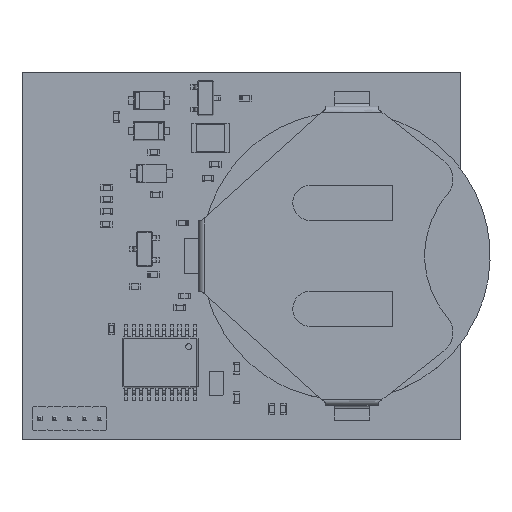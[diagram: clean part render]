
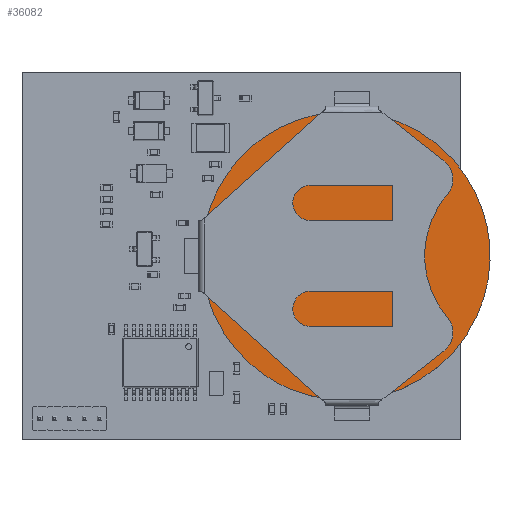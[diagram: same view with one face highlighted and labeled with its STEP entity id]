
A CAD part, top view. The second image highlights one B-rep face of the part: STEP entity #36082.
In plain terms, the highlighted free-form (B-spline) face has degree [1, 1] with [2, 2] control points.
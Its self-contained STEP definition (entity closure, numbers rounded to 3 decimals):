
#36082 = ADVANCED_FACE('',(#36083),#36099,.T.);
#36083 = FACE_BOUND('',#36084,.T.);
#36084 = EDGE_LOOP('',(#36085));
#36085 = ORIENTED_EDGE('',*,*,#36086,.T.);
#36086 = EDGE_CURVE('',#36087,#36087,#36089,.T.);
#36087 = VERTEX_POINT('',#36088);
#36088 = CARTESIAN_POINT('',(-11.316,7.558,0.9));
#36089 = SURFACE_CURVE('',#36090,(#36098,#36114),.PCURVE_S1.);
#36090 = ( BOUNDED_CURVE() B_SPLINE_CURVE(2,(#36091,#36092,#36093,#36094
    ,#36095,#36096,#36097),.UNSPECIFIED.,.T.,.F.) 
B_SPLINE_CURVE_WITH_KNOTS((1,2,2,2,2,1),(-2.094,0.,
    2.094,4.189,6.283,8.378),
.UNSPECIFIED.) CURVE() GEOMETRIC_REPRESENTATION_ITEM() 
RATIONAL_B_SPLINE_CURVE((1.,0.5,1.,0.5,1.,0.5,1.)) REPRESENTATION_ITEM(
  '') );
#36091 = CARTESIAN_POINT('',(-11.316,7.558,0.9));
#36092 = CARTESIAN_POINT('',(-19.443,27.157,0.9));
#36093 = CARTESIAN_POINT('',(1.594,24.396,0.9));
#36094 = CARTESIAN_POINT('',(22.631,21.635,0.9));
#36095 = CARTESIAN_POINT('',(9.722,4.797,0.9));
#36096 = CARTESIAN_POINT('',(-3.188,-12.042,0.9));
#36097 = CARTESIAN_POINT('',(-11.316,7.558,0.9));
#36098 = PCURVE('',#36099,#36104);
#36099 = B_SPLINE_SURFACE_WITH_KNOTS('',1,1,(
    (#36100,#36101)
    ,(#36102,#36103
    )),.UNSPECIFIED.,.F.,.F.,.F.,(2,2),(2,2),(-12.25,12.25),(-12.25,
    12.25),.PIECEWISE_BEZIER_KNOTS.);
#36100 = CARTESIAN_POINT('',(16.008,5.627,0.9));
#36101 = CARTESIAN_POINT('',(6.623,28.258,0.9));
#36102 = CARTESIAN_POINT('',(-6.623,-3.758,0.9));
#36103 = CARTESIAN_POINT('',(-16.008,18.873,0.9));
#36104 = DEFINITIONAL_REPRESENTATION('',(#36105),#36113);
#36105 = ( BOUNDED_CURVE() B_SPLINE_CURVE(2,(#36106,#36107,#36108,#36109
    ,#36110,#36111,#36112),.UNSPECIFIED.,.T.,.F.) 
B_SPLINE_CURVE_WITH_KNOTS((3,2,2,3),(0.,2.094,4.189,
6.283),.PIECEWISE_BEZIER_KNOTS.) CURVE() 
GEOMETRIC_REPRESENTATION_ITEM() RATIONAL_B_SPLINE_CURVE((1.,0.5,1.,0.5,
1.,0.5,1.)) REPRESENTATION_ITEM('') );
#36106 = CARTESIAN_POINT('',(12.25,0.));
#36107 = CARTESIAN_POINT('',(12.25,21.218));
#36108 = CARTESIAN_POINT('',(-6.125,10.609));
#36109 = CARTESIAN_POINT('',(-24.5,0.));
#36110 = CARTESIAN_POINT('',(-6.125,-10.609));
#36111 = CARTESIAN_POINT('',(12.25,-21.218));
#36112 = CARTESIAN_POINT('',(12.25,0.));
#36113 = ( GEOMETRIC_REPRESENTATION_CONTEXT(2) 
PARAMETRIC_REPRESENTATION_CONTEXT() REPRESENTATION_CONTEXT('2D SPACE',''
  ) );
#36114 = PCURVE('',#36115,#36130);
#36115 = ( BOUNDED_SURFACE() B_SPLINE_SURFACE(2,1,(
    (#36116,#36117)
    ,(#36118,#36119)
    ,(#36120,#36121)
    ,(#36122,#36123)
    ,(#36124,#36125)
    ,(#36126,#36127)
    ,(#36128,#36129
)),.UNSPECIFIED.,.T.,.F.,.F.) B_SPLINE_SURFACE_WITH_KNOTS((1,2,2,2,2,1),
  (2,2),(-2.094,0.,2.094,4.189,6.283,
    8.378),(1.9,3.),.UNSPECIFIED.) 
GEOMETRIC_REPRESENTATION_ITEM() RATIONAL_B_SPLINE_SURFACE((
    (1.,1.)
    ,(0.5,0.5)
    ,(1.,1.)
    ,(0.5,0.5)
    ,(1.,1.)
    ,(0.5,0.5)
,(1.,1.))) REPRESENTATION_ITEM('') SURFACE() );
#36116 = CARTESIAN_POINT('',(-11.316,7.558,2.));
#36117 = CARTESIAN_POINT('',(-11.316,7.558,0.9));
#36118 = CARTESIAN_POINT('',(-19.443,27.157,2.));
#36119 = CARTESIAN_POINT('',(-19.443,27.157,0.9));
#36120 = CARTESIAN_POINT('',(1.594,24.396,2.));
#36121 = CARTESIAN_POINT('',(1.594,24.396,0.9));
#36122 = CARTESIAN_POINT('',(22.631,21.635,2.));
#36123 = CARTESIAN_POINT('',(22.631,21.635,0.9));
#36124 = CARTESIAN_POINT('',(9.722,4.797,2.));
#36125 = CARTESIAN_POINT('',(9.722,4.797,0.9));
#36126 = CARTESIAN_POINT('',(-3.188,-12.042,2.));
#36127 = CARTESIAN_POINT('',(-3.188,-12.042,0.9));
#36128 = CARTESIAN_POINT('',(-11.316,7.558,2.));
#36129 = CARTESIAN_POINT('',(-11.316,7.558,0.9));
#36130 = DEFINITIONAL_REPRESENTATION('',(#36131),#36139);
#36131 = B_SPLINE_CURVE_WITH_KNOTS('',2,(#36132,#36133,#36134,#36135,
    #36136,#36137,#36138),.UNSPECIFIED.,.F.,.F.,(3,2,2,3),(0.,
    2.094,4.189,6.283),
  .PIECEWISE_BEZIER_KNOTS.);
#36132 = CARTESIAN_POINT('',(0.,3.));
#36133 = CARTESIAN_POINT('',(1.047,3.));
#36134 = CARTESIAN_POINT('',(2.094,3.));
#36135 = CARTESIAN_POINT('',(3.142,3.));
#36136 = CARTESIAN_POINT('',(4.189,3.));
#36137 = CARTESIAN_POINT('',(5.236,3.));
#36138 = CARTESIAN_POINT('',(6.283,3.));
#36139 = ( GEOMETRIC_REPRESENTATION_CONTEXT(2) 
PARAMETRIC_REPRESENTATION_CONTEXT() REPRESENTATION_CONTEXT('2D SPACE',''
  ) );
